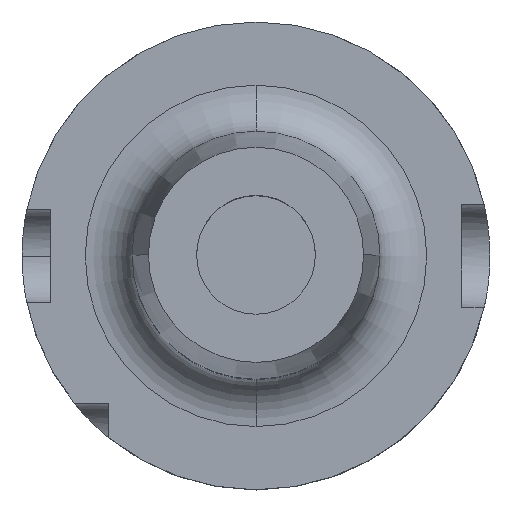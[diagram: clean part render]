
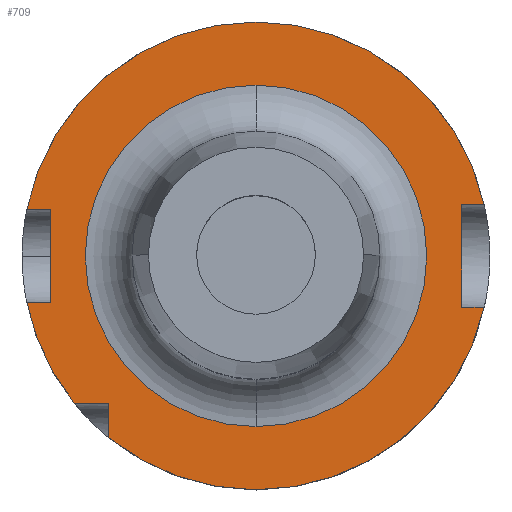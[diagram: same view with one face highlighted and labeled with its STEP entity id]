
A CAD part, top view. The second image highlights one B-rep face of the part: STEP entity #709.
In plain terms, the highlighted planar face has unit normal (0, 0, 1).
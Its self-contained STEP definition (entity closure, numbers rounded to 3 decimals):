
#38 = CARTESIAN_POINT ( 'NONE',  ( 0., 50., 29. ) ) ;
#81 = ORIENTED_EDGE ( 'NONE', *, *, #2641, .F. ) ;
#93 = CIRCLE ( 'NONE', #373, 50. ) ;
#146 = DIRECTION ( 'NONE',  ( 0., 1., 0. ) ) ;
#158 = DIRECTION ( 'NONE',  ( 0., 0., -1. ) ) ;
#171 = CARTESIAN_POINT ( 'NONE',  ( 0., 0., 29. ) ) ;
#244 = CIRCLE ( 'NONE', #1865, 36.5 ) ;
#257 = DIRECTION ( 'NONE',  ( 0., 0., -1. ) ) ;
#263 = VERTEX_POINT ( 'NONE', #2367 ) ;
#345 = VECTOR ( 'NONE', #718, 1000. ) ;
#373 = AXIS2_PLACEMENT_3D ( 'NONE', #2548, #2325, #486 ) ;
#432 = ORIENTED_EDGE ( 'NONE', *, *, #824, .F. ) ;
#463 = CARTESIAN_POINT ( 'NONE',  ( 44., -11., 29. ) ) ;
#479 = VECTOR ( 'NONE', #2444, 1000. ) ;
#486 = DIRECTION ( 'NONE',  ( 0., 1., 0. ) ) ;
#498 = VERTEX_POINT ( 'NONE', #2537 ) ;
#526 = VECTOR ( 'NONE', #2121, 1000. ) ;
#578 = VERTEX_POINT ( 'NONE', #595 ) ;
#595 = CARTESIAN_POINT ( 'NONE',  ( -38.83, -31.5, 29. ) ) ;
#603 = CARTESIAN_POINT ( 'NONE',  ( -31.5, -31.5, 29. ) ) ;
#629 = LINE ( 'NONE', #2432, #1005 ) ;
#649 = EDGE_CURVE ( 'NONE', #1586, #263, #1791, .T. ) ;
#661 = LINE ( 'NONE', #2547, #1790 ) ;
#678 = CARTESIAN_POINT ( 'NONE',  ( 0., 0., 29. ) ) ;
#688 = VERTEX_POINT ( 'NONE', #1641 ) ;
#709 = ADVANCED_FACE ( 'NONE', ( #984, #2602 ), #2788, .T. ) ;
#714 = VERTEX_POINT ( 'NONE', #2515 ) ;
#718 = DIRECTION ( 'NONE',  ( 1., 0., 0. ) ) ;
#739 = LINE ( 'NONE', #2388, #2349 ) ;
#774 = VECTOR ( 'NONE', #1493, 1000. ) ;
#808 = CARTESIAN_POINT ( 'NONE',  ( 48.775, 11., 29. ) ) ;
#817 = AXIS2_PLACEMENT_3D ( 'NONE', #2737, #2447, #2471 ) ;
#824 = EDGE_CURVE ( 'NONE', #263, #2755, #1940, .T. ) ;
#887 = ORIENTED_EDGE ( 'NONE', *, *, #2203, .T. ) ;
#924 = DIRECTION ( 'NONE',  ( 0., -1., 0. ) ) ;
#956 = VERTEX_POINT ( 'NONE', #603 ) ;
#984 = FACE_BOUND ( 'NONE', #1899, .T. ) ;
#1004 = ORIENTED_EDGE ( 'NONE', *, *, #649, .F. ) ;
#1005 = VECTOR ( 'NONE', #2618, 1000. ) ;
#1006 = CARTESIAN_POINT ( 'NONE',  ( -44., 10., 29. ) ) ;
#1063 = VERTEX_POINT ( 'NONE', #2692 ) ;
#1073 = VERTEX_POINT ( 'NONE', #2700 ) ;
#1095 = EDGE_CURVE ( 'NONE', #1063, #956, #739, .T. ) ;
#1099 = DIRECTION ( 'NONE',  ( 0., 1., 0. ) ) ;
#1108 = DIRECTION ( 'NONE',  ( 0., -1., 0. ) ) ;
#1112 = DIRECTION ( 'NONE',  ( 0., 0., -1. ) ) ;
#1124 = CARTESIAN_POINT ( 'NONE',  ( 0., 0., 29. ) ) ;
#1133 = ORIENTED_EDGE ( 'NONE', *, *, #1095, .F. ) ;
#1203 = VERTEX_POINT ( 'NONE', #463 ) ;
#1222 = ORIENTED_EDGE ( 'NONE', *, *, #2257, .T. ) ;
#1284 = CARTESIAN_POINT ( 'NONE',  ( 44., 11., 29. ) ) ;
#1291 = DIRECTION ( 'NONE',  ( -1., 0., 0. ) ) ;
#1293 = EDGE_CURVE ( 'NONE', #688, #1520, #244, .T. ) ;
#1319 = EDGE_CURVE ( 'NONE', #1874, #1203, #1333, .T. ) ;
#1332 = EDGE_CURVE ( 'NONE', #2755, #1610, #1886, .T. ) ;
#1333 = LINE ( 'NONE', #1775, #774 ) ;
#1417 = EDGE_CURVE ( 'NONE', #578, #498, #93, .T. ) ;
#1471 = ORIENTED_EDGE ( 'NONE', *, *, #1943, .T. ) ;
#1491 = ORIENTED_EDGE ( 'NONE', *, *, #1417, .F. ) ;
#1493 = DIRECTION ( 'NONE',  ( 0., -1., 0. ) ) ;
#1520 = VERTEX_POINT ( 'NONE', #1703 ) ;
#1544 = LINE ( 'NONE', #1767, #345 ) ;
#1581 = ORIENTED_EDGE ( 'NONE', *, *, #1332, .F. ) ;
#1584 = DIRECTION ( 'NONE',  ( -1., 0., 0. ) ) ;
#1586 = VERTEX_POINT ( 'NONE', #1006 ) ;
#1610 = VERTEX_POINT ( 'NONE', #808 ) ;
#1622 = EDGE_CURVE ( 'NONE', #1073, #1063, #2103, .T. ) ;
#1641 = CARTESIAN_POINT ( 'NONE',  ( 0., 36.5, 29. ) ) ;
#1703 = CARTESIAN_POINT ( 'NONE',  ( 0., -36.5, 29. ) ) ;
#1719 = CARTESIAN_POINT ( 'NONE',  ( 0., -10., 29. ) ) ;
#1731 = DIRECTION ( 'NONE',  ( 0., -1., 0. ) ) ;
#1764 = ORIENTED_EDGE ( 'NONE', *, *, #1622, .F. ) ;
#1767 = CARTESIAN_POINT ( 'NONE',  ( 0., 11., 29. ) ) ;
#1775 = CARTESIAN_POINT ( 'NONE',  ( 44., -11., 29. ) ) ;
#1790 = VECTOR ( 'NONE', #1291, 1000. ) ;
#1791 = LINE ( 'NONE', #2644, #2753 ) ;
#1865 = AXIS2_PLACEMENT_3D ( 'NONE', #1950, #257, #924 ) ;
#1874 = VERTEX_POINT ( 'NONE', #1284 ) ;
#1886 = CIRCLE ( 'NONE', #2585, 50. ) ;
#1899 = EDGE_LOOP ( 'NONE', ( #1471, #1949 ) ) ;
#1932 = CIRCLE ( 'NONE', #2480, 36.5 ) ;
#1940 = CIRCLE ( 'NONE', #817, 50. ) ;
#1943 = EDGE_CURVE ( 'NONE', #1520, #688, #1932, .T. ) ;
#1949 = ORIENTED_EDGE ( 'NONE', *, *, #1293, .T. ) ;
#1950 = CARTESIAN_POINT ( 'NONE',  ( 0., 0., 29. ) ) ;
#2008 = CARTESIAN_POINT ( 'NONE',  ( 0., -11., 29. ) ) ;
#2021 = ORIENTED_EDGE ( 'NONE', *, *, #2350, .T. ) ;
#2085 = AXIS2_PLACEMENT_3D ( 'NONE', #171, #158, #146 ) ;
#2103 = CIRCLE ( 'NONE', #2085, 50. ) ;
#2121 = DIRECTION ( 'NONE',  ( 1., 0., 0. ) ) ;
#2123 = CARTESIAN_POINT ( 'NONE',  ( 0., 0., 29. ) ) ;
#2203 = EDGE_CURVE ( 'NONE', #1586, #714, #629, .T. ) ;
#2215 = LINE ( 'NONE', #1719, #526 ) ;
#2257 = EDGE_CURVE ( 'NONE', #1874, #1610, #1544, .T. ) ;
#2306 = ORIENTED_EDGE ( 'NONE', *, *, #1319, .F. ) ;
#2325 = DIRECTION ( 'NONE',  ( 0., 0., -1. ) ) ;
#2349 = VECTOR ( 'NONE', #2653, 1000. ) ;
#2350 = EDGE_CURVE ( 'NONE', #1073, #1203, #2785, .T. ) ;
#2367 = CARTESIAN_POINT ( 'NONE',  ( -48.99, 10., 29. ) ) ;
#2388 = CARTESIAN_POINT ( 'NONE',  ( -31.5, 0., 29. ) ) ;
#2432 = CARTESIAN_POINT ( 'NONE',  ( -44., -10., 29. ) ) ;
#2444 = DIRECTION ( 'NONE',  ( -1., 0., 0. ) ) ;
#2447 = DIRECTION ( 'NONE',  ( 0., 0., -1. ) ) ;
#2471 = DIRECTION ( 'NONE',  ( 0., 1., 0. ) ) ;
#2480 = AXIS2_PLACEMENT_3D ( 'NONE', #678, #2617, #1108 ) ;
#2503 = DIRECTION ( 'NONE',  ( 0., 0., 1. ) ) ;
#2515 = CARTESIAN_POINT ( 'NONE',  ( -44., -10., 29. ) ) ;
#2537 = CARTESIAN_POINT ( 'NONE',  ( -48.99, -10., 29. ) ) ;
#2547 = CARTESIAN_POINT ( 'NONE',  ( 0., -31.5, 29. ) ) ;
#2548 = CARTESIAN_POINT ( 'NONE',  ( 0., 0., 29. ) ) ;
#2556 = EDGE_CURVE ( 'NONE', #956, #578, #661, .T. ) ;
#2578 = AXIS2_PLACEMENT_3D ( 'NONE', #2123, #2503, #1731 ) ;
#2585 = AXIS2_PLACEMENT_3D ( 'NONE', #1124, #1112, #1099 ) ;
#2602 = FACE_OUTER_BOUND ( 'NONE', #2809, .T. ) ;
#2617 = DIRECTION ( 'NONE',  ( 0., 0., -1. ) ) ;
#2618 = DIRECTION ( 'NONE',  ( 0., -1., 0. ) ) ;
#2641 = EDGE_CURVE ( 'NONE', #498, #714, #2215, .T. ) ;
#2644 = CARTESIAN_POINT ( 'NONE',  ( 0., 10., 29. ) ) ;
#2653 = DIRECTION ( 'NONE',  ( 0., 1., 0. ) ) ;
#2658 = ORIENTED_EDGE ( 'NONE', *, *, #2556, .F. ) ;
#2692 = CARTESIAN_POINT ( 'NONE',  ( -31.5, -38.83, 29. ) ) ;
#2700 = CARTESIAN_POINT ( 'NONE',  ( 48.775, -11., 29. ) ) ;
#2737 = CARTESIAN_POINT ( 'NONE',  ( 0., 0., 29. ) ) ;
#2753 = VECTOR ( 'NONE', #1584, 1000. ) ;
#2755 = VERTEX_POINT ( 'NONE', #38 ) ;
#2785 = LINE ( 'NONE', #2008, #479 ) ;
#2788 = PLANE ( 'NONE',  #2578 ) ;
#2809 = EDGE_LOOP ( 'NONE', ( #2658, #1133, #1764, #2021, #2306, #1222, #1581, #432, #1004, #887, #81, #1491 ) ) ;
